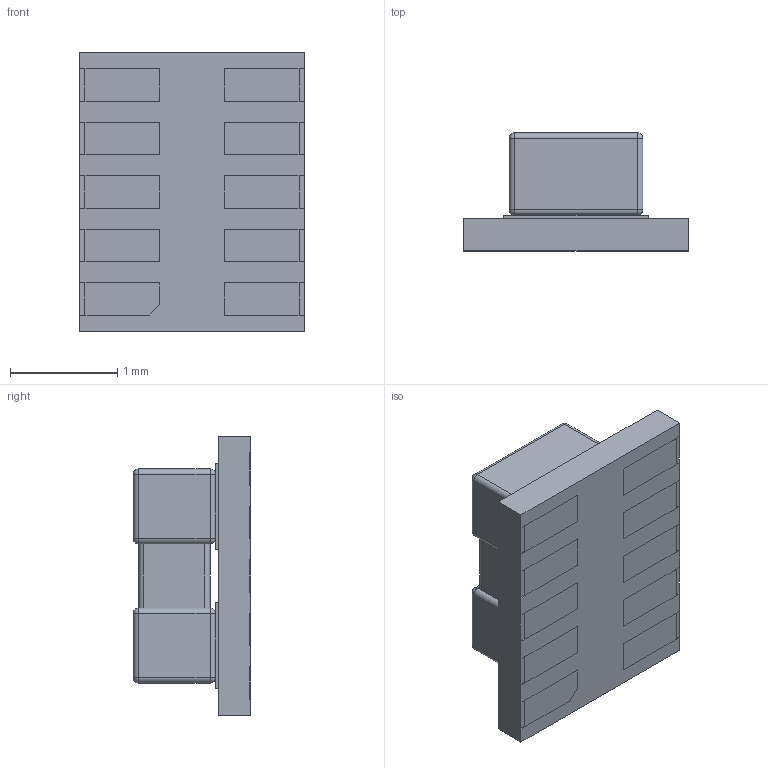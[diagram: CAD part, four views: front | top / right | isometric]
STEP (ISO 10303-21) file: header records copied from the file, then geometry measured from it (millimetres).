
FILE_DESCRIPTION (( 'STEP AP214' ), '1' );
FILE_NAME ('TPSM828214SILR.STEP', '2024-04-20T17:29:55', ( '' ), ( '' ), 'SwSTEP 2.0', 'SolidWorks 2024', '' );
FILE_SCHEMA (( 'AUTOMOTIVE_DESIGN' ));
Length unit declared in the file: millimetre
Products named in the file (1): TPSM828214SILR
Bounding box: 2.1 x 1.1 x 2.6 mm (x, y, z)
Volume: 3.6 mm3; surface area: 28.8 mm2
Topology: 12 solids, 12 shells, 183 faces, 431 edges, 258 vertices
Faces by surface type: plane 131, cylinder 36, sphere 16
Entity records: 6488 total; most frequent: CARTESIAN_POINT 1025, ORIENTED_EDGE 830, DIRECTION 807, EDGE_CURVE 415, LINE 343, VECTOR 343, VERTEX_POINT 258, AXIS2_PLACEMENT_3D 232
